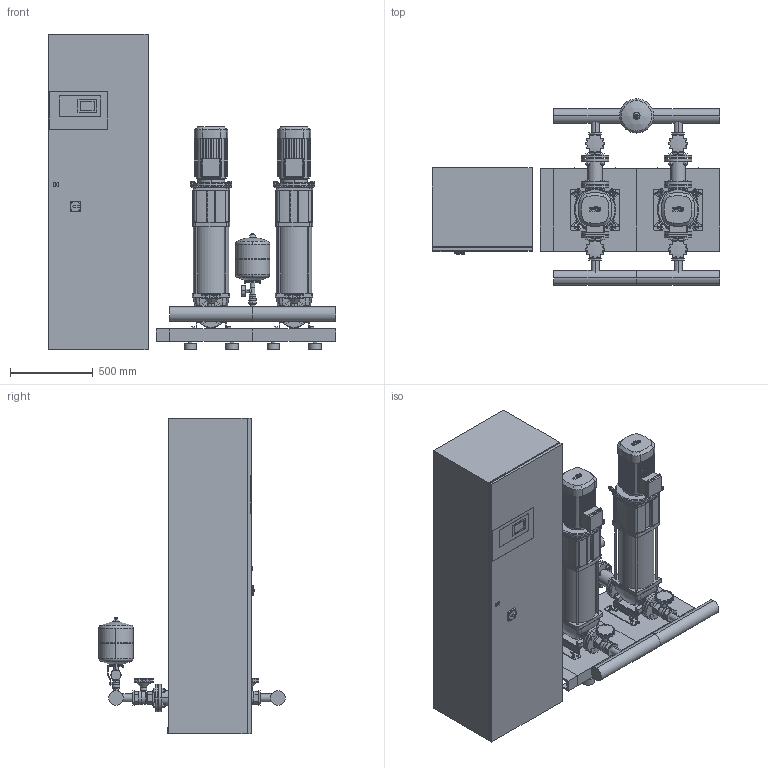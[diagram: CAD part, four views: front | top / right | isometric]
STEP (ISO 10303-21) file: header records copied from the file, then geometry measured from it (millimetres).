
FILE_DESCRIPTION((''),'2;1');
FILE_NAME('3d_COR-2HELIXV2206_K_CC-01-2530551.stp','2016-01-25T07:21:57',(''),(''),'Mechanical Desktop 2009','Mechanical Desktop 2009',', , ');
FILE_SCHEMA(('CONFIG_CONTROL_DESIGN'));
Length unit declared in the file: millimetre
Products named in the file (1): Product
Bounding box: 1730 x 1122.45 x 1900 mm (x, y, z)
Volume: 688353922.3 mm3; surface area: 13229399.1 mm2
Topology: 115 solids, 115 shells, 4013 faces, 10143 edges, 6607 vertices
Faces by surface type: plane 1657, cylinder 1072, bspline 950, cone 196, torus 132, sphere 6
Entity records: 133412 total; most frequent: CARTESIAN_POINT 36776, ORIENTED_EDGE 20286, DIRECTION 19107, EDGE_CURVE 10143, VERTEX_POINT 6602, AXIS2_PLACEMENT_3D 6404, VECTOR 6299, LINE 6299
